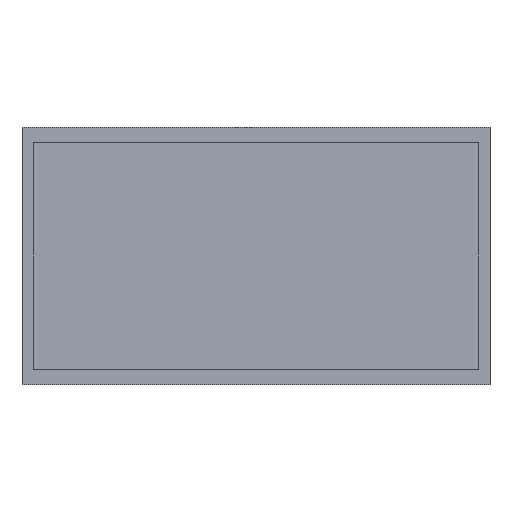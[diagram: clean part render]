
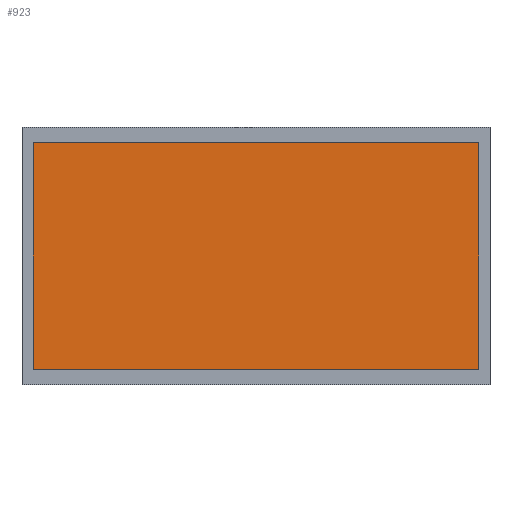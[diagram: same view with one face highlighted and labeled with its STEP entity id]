
A CAD part, front view. The second image highlights one B-rep face of the part: STEP entity #923.
In plain terms, the highlighted free-form (B-spline) face has degree [1, 1] with [2, 2] control points.
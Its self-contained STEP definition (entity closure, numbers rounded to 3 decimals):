
#803 = EDGE_CURVE('',#804,#806,#808,.T.);
#804 = VERTEX_POINT('',#805);
#805 = CARTESIAN_POINT('',(-891.018,12.936,
    -490.008));
#806 = VERTEX_POINT('',#807);
#807 = CARTESIAN_POINT('',(-891.018,12.936,
    490.008));
#808 = B_SPLINE_CURVE_WITH_KNOTS('',1,(#809,#810),.UNSPECIFIED.,.F.,.F.,
  (2,2),(-962.152,0.),.PIECEWISE_BEZIER_KNOTS.);
#809 = CARTESIAN_POINT('',(-891.018,12.936,
    -490.008));
#810 = CARTESIAN_POINT('',(-891.018,12.936,
    490.008));
#839 = EDGE_CURVE('',#806,#840,#842,.T.);
#840 = VERTEX_POINT('',#841);
#841 = CARTESIAN_POINT('',(891.018,12.936,
    490.008));
#842 = B_SPLINE_CURVE_WITH_KNOTS('',1,(#843,#844),.UNSPECIFIED.,.F.,.F.,
  (2,2),(-1749.552,0.),.PIECEWISE_BEZIER_KNOTS.);
#843 = CARTESIAN_POINT('',(-891.018,12.936,
    490.008));
#844 = CARTESIAN_POINT('',(891.018,12.936,
    490.008));
#867 = EDGE_CURVE('',#840,#868,#870,.T.);
#868 = VERTEX_POINT('',#869);
#869 = CARTESIAN_POINT('',(891.018,12.936,
    -490.008));
#870 = B_SPLINE_CURVE_WITH_KNOTS('',1,(#871,#872),.UNSPECIFIED.,.F.,.F.,
  (2,2),(0.,962.152),.PIECEWISE_BEZIER_KNOTS.);
#871 = CARTESIAN_POINT('',(891.018,12.936,
    490.008));
#872 = CARTESIAN_POINT('',(891.018,12.936,
    -490.008));
#895 = EDGE_CURVE('',#868,#804,#896,.T.);
#896 = B_SPLINE_CURVE_WITH_KNOTS('',1,(#897,#898),.UNSPECIFIED.,.F.,.F.,
  (2,2),(0.,1749.552),.PIECEWISE_BEZIER_KNOTS.);
#897 = CARTESIAN_POINT('',(891.018,12.936,
    -490.008));
#898 = CARTESIAN_POINT('',(-891.018,12.936,
    -490.008));
#923 = ADVANCED_FACE('',(#924),#930,.F.);
#924 = FACE_BOUND('',#925,.T.);
#925 = EDGE_LOOP('',(#926,#927,#928,#929));
#926 = ORIENTED_EDGE('',*,*,#803,.F.);
#927 = ORIENTED_EDGE('',*,*,#895,.F.);
#928 = ORIENTED_EDGE('',*,*,#867,.F.);
#929 = ORIENTED_EDGE('',*,*,#839,.F.);
#930 = B_SPLINE_SURFACE_WITH_KNOTS('',1,1,(
    (#931,#932)
    ,(#933,#934
    )),.UNSPECIFIED.,.F.,.F.,.F.,(2,2),(2,2),(-481.076,481.076),(
    -874.776,874.776),.PIECEWISE_BEZIER_KNOTS.);
#931 = CARTESIAN_POINT('',(-891.018,12.936,
    -490.008));
#932 = CARTESIAN_POINT('',(891.018,12.936,
    -490.008));
#933 = CARTESIAN_POINT('',(-891.018,12.936,
    490.008));
#934 = CARTESIAN_POINT('',(891.018,12.936,
    490.008));
